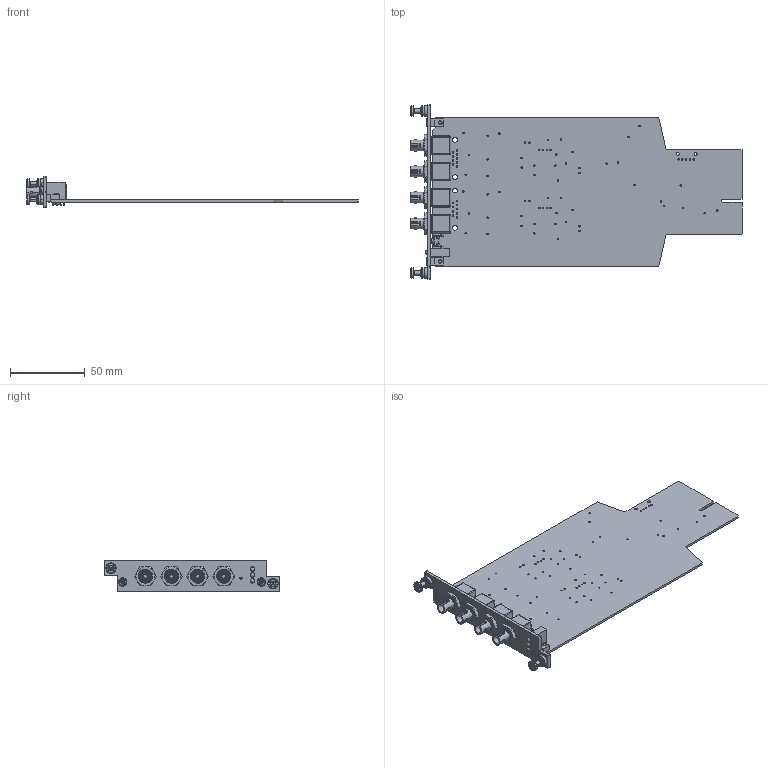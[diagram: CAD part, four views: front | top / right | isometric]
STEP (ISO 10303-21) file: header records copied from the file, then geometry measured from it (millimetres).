
FILE_DESCRIPTION(('FreeCAD Model'),'2;1');
FILE_NAME('Open CASCADE Shape Model','2024-03-01T12:28:02',(''),(''), 'Open CASCADE STEP processor 7.6','FreeCAD','Unknown');
FILE_SCHEMA(('AUTOMOTIVE_DESIGN { 1 0 10303 214 1 1 1 1 }'));
Length unit declared in the file: millimetre
Products named in the file (67): PCB; Board; ME117; BL8803S2000_Konstruktionsdaten_v0100; Body; PFHV_M3-0_PFHV_M3-LI; KVT_PFHV_M3_011_KVT_PFHV_M3_011; KVT_PFHV_M3_012_KVT_PFHV_M3_012; PFHV_M3-0_PFHV_M3-RE; KVT_PFHV_M3_011_KVT_PFHV_M3_012; KVT_PFHV_M3_012_KVT_PFHV_M3_013; X602A; User_Library-HFBR-x41xTxZ; ME116; keystone-PN1456; ME115; ME114; ME113; ME108; 10172006; ME107; ME104; SC01025052; ME103; US200250; ME105; ME106; X600B; X602B; X600A; ME401; SKHHLNA010DONE; SKHHLNA010DONE001; SKHHLNA010DONE002; SKHHLNA010DONE003; ME101; 6573411392; Extruded001; 6573411200; Extruded002 ...
Assembly tree (82 placements, depth 5):
  PCB
    Board
    ME117
      BL8803S2000_Konstruktionsdaten_v0100
        Body
        PFHV_M3-0_PFHV_M3-LI
          KVT_PFHV_M3_011_KVT_PFHV_M3_011
          KVT_PFHV_M3_012_KVT_PFHV_M3_012
        PFHV_M3-0_PFHV_M3-RE
          KVT_PFHV_M3_011_KVT_PFHV_M3_012
          KVT_PFHV_M3_012_KVT_PFHV_M3_013
    X602A
      User_Library-HFBR-x41xTxZ
    ME116
      keystone-PN1456
    ME115
      keystone-PN1456
    ME114
      keystone-PN1456
    ME113
      keystone-PN1456
    ME108
      10172006
    ME107
      10172006
    ME104
      SC01025052
    ME103
      US200250
    ME105
      US200250
    ME106
      SC01025052
    X600B
      User_Library-HFBR-x41xTxZ
    X602B
      User_Library-HFBR-x41xTxZ
    X600A
      User_Library-HFBR-x41xTxZ
    ME401
      SKHHLNA010DONE
      SKHHLNA010DONE001
      SKHHLNA010DONE002
      SKHHLNA010DONE003
    ME101
      6573411392
        Extruded001
      6573411200
        Extruded002
    ME100
      6573411392001
        Extruded001
      6573411200001
        Extruded002
    LED401
      6573414080
        Cylinder
      6573413696
        Sphere
      6573413312
Bounding box: 222.69 x 117 x 21 mm (x, y, z)
Volume: 41839.7 mm3; surface area: 53668.5 mm2
Topology: 38 solids, 56 shells, 1873 faces, 6136 edges, 8554 vertices
Faces by surface type: plane 894, cylinder 610, bspline 184, cone 120, revolution 36, torus 26, sphere 3
Full cylindrical faces by diameter (mm): 0.195 x2, 0.7 x16, 0.8 x6, 1 x70, 1.1 x18, 1.3 x2, 1.5 x1, 2 x2, 2.224 x4, 2.5 x4, 2.6 x2, 2.7 x2, 2.9 x5, 3.1 x3, 3.2 x4, 4.7 x2, 5.7 x2, 9.8 x4
Entity records: 112460 total; most frequent: CARTESIAN_POINT 35127, DIRECTION 13802, LINE 8028, VECTOR 8028, ORIENTED_EDGE 6170, PCURVE 6170, DEFINITIONAL_REPRESENTATION 6170, EDGE_CURVE 3119
